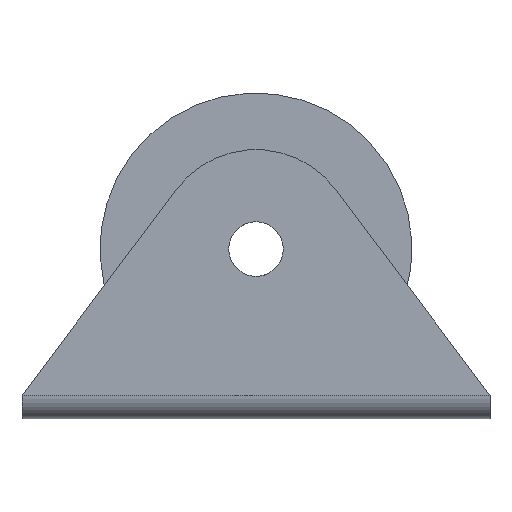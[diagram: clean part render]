
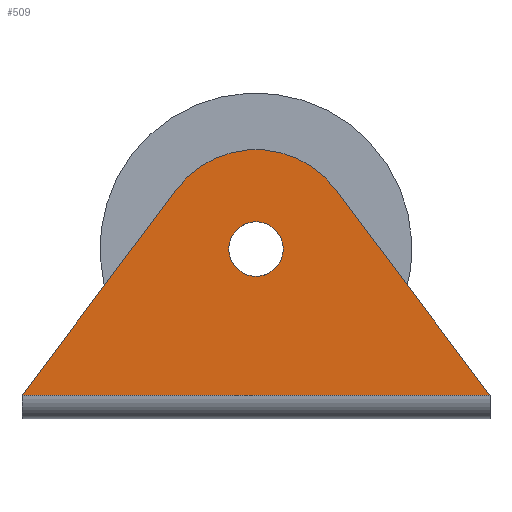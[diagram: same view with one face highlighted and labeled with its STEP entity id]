
A CAD part, front view. The second image highlights one B-rep face of the part: STEP entity #509.
In plain terms, the highlighted planar face has unit normal (0, -1, 0).
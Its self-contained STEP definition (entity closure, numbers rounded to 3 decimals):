
#40=LINE('',#830,#72);
#42=LINE('',#835,#74);
#44=LINE('',#838,#76);
#72=VECTOR('',#654,66.);
#74=VECTOR('',#658,66.);
#76=VECTOR('',#662,120.);
#96=PLANE('',#556);
#114=FACE_BOUND('',#181,.T.);
#142=FACE_OUTER_BOUND('',#180,.T.);
#180=EDGE_LOOP('',(#390,#391,#392,#393));
#181=EDGE_LOOP('',(#394));
#235=CIRCLE('',#553,25.5);
#236=CIRCLE('',#557,7.);
#272=VERTEX_POINT('',#820);
#273=VERTEX_POINT('',#822);
#275=VERTEX_POINT('',#828);
#277=VERTEX_POINT('',#834);
#278=VERTEX_POINT('',#839);
#316=EDGE_CURVE('',#273,#272,#235,.T.);
#320=EDGE_CURVE('',#272,#275,#40,.T.);
#322=EDGE_CURVE('',#277,#273,#42,.T.);
#324=EDGE_CURVE('',#275,#277,#44,.T.);
#325=EDGE_CURVE('',#278,#278,#236,.T.);
#390=ORIENTED_EDGE('',*,*,#322,.T.);
#391=ORIENTED_EDGE('',*,*,#316,.T.);
#392=ORIENTED_EDGE('',*,*,#320,.T.);
#393=ORIENTED_EDGE('',*,*,#324,.T.);
#394=ORIENTED_EDGE('',*,*,#325,.T.);
#509=ADVANCED_FACE('',(#142,#114),#96,.F.);
#553=AXIS2_PLACEMENT_3D('',#823,#647,#648);
#556=AXIS2_PLACEMENT_3D('',#837,#660,#661);
#557=AXIS2_PLACEMENT_3D('',#840,#663,#664);
#647=DIRECTION('center_axis',(0.,-1.,0.));
#648=DIRECTION('ref_axis',(1.,0.,0.));
#654=DIRECTION('',(-0.6,0.,-0.8));
#658=DIRECTION('',(-0.6,0.,0.8));
#660=DIRECTION('center_axis',(0.,1.,0.));
#661=DIRECTION('ref_axis',(1.,0.,0.));
#662=DIRECTION('',(1.,0.,0.));
#663=DIRECTION('center_axis',(0.,1.,0.));
#664=DIRECTION('ref_axis',(1.,0.,0.));
#820=CARTESIAN_POINT('',(-20.4,-18.5,58.8));
#822=CARTESIAN_POINT('',(20.4,-18.5,58.8));
#823=CARTESIAN_POINT('Origin',(0.,-18.5,43.5));
#828=CARTESIAN_POINT('',(-60.,-18.5,6.));
#830=CARTESIAN_POINT('',(-22.654,-18.5,55.794));
#834=CARTESIAN_POINT('',(60.,-18.5,6.));
#835=CARTESIAN_POINT('',(42.454,-18.5,29.394));
#837=CARTESIAN_POINT('Origin',(0.,-18.5,34.107));
#838=CARTESIAN_POINT('',(0.,-18.5,6.));
#839=CARTESIAN_POINT('',(7.,-18.5,43.5));
#840=CARTESIAN_POINT('Origin',(0.,-18.5,43.5));
